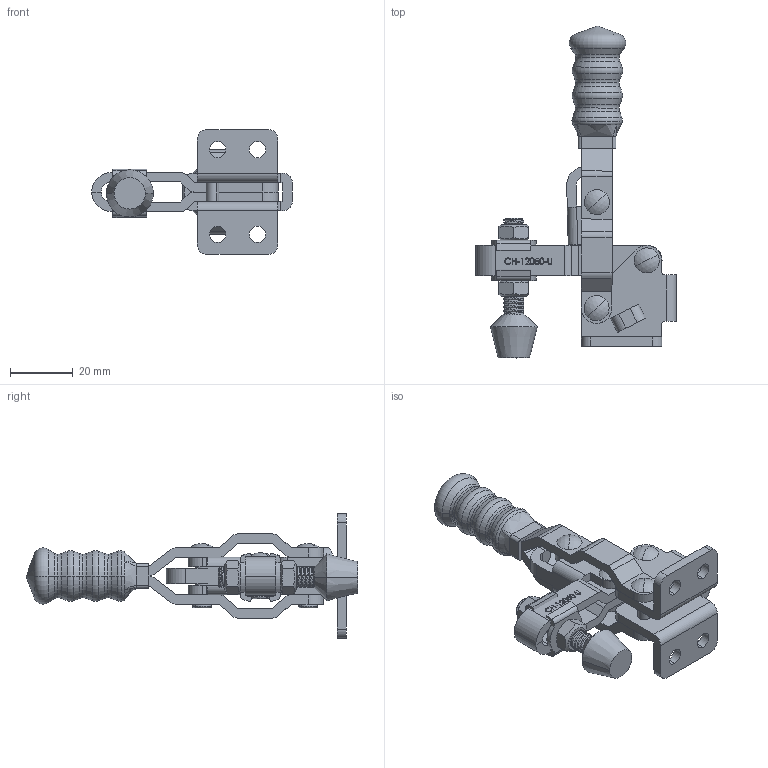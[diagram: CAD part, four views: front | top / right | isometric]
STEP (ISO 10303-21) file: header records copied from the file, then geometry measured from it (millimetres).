
FILE_DESCRIPTION (( 'STEP AP203' ), '1' );
FILE_NAME ('CH-12050-U.STEP', '2012-07-12T09:54:13', ( '微软用户' ), ( '微软中国' ), 'SwSTEP 2.0', 'SolidWorks 2010', '' );
FILE_SCHEMA (( 'CONFIG_CONTROL_DESIGN' ));
Products named in the file (11): CH-12050-01 FLANGED BASE; CH-12050-05; CH-FW-140; CH-12050-U-02 U-BAR; CH-12050-U; CH-12050-04 CONNECTING-PLATE; CH-12050-03 STRAIGHT HANDLE; CH-12050-07; CH-12050-06; CH-FC-14134 SPINDLE SUPPLIED; CH-FC-14134 Nut
Assembly tree (14 placements, depth 2):
  CH-12050-U
    CH-FC-14134 Nut  x2
    CH-12050-03 STRAIGHT HANDLE
    CH-12050-06  x2
    CH-FW-140  x2
    CH-12050-01 FLANGED BASE
    CH-12050-05
    CH-FC-14134 SPINDLE SUPPLIED
    CH-12050-04 CONNECTING-PLATE
    CH-12050-07  x2
    CH-12050-U-02 U-BAR
Bounding box: 63.9 x 105.84 x 39.8 mm (x, y, z)
Volume: 26226 mm3; surface area: 23665.5 mm2
Topology: 16 solids, 18 shells, 815 faces, 2175 edges, 1422 vertices
Faces by surface type: plane 313, cylinder 206, bspline 195, cone 47, torus 46, sphere 8
Entity records: 43436 total; most frequent: CARTESIAN_POINT 24965, ORIENTED_EDGE 3970, DIRECTION 2939, EDGE_CURVE 1985, VERTEX_POINT 1306, LINE 1077, VECTOR 1077, AXIS2_PLACEMENT_3D 931
